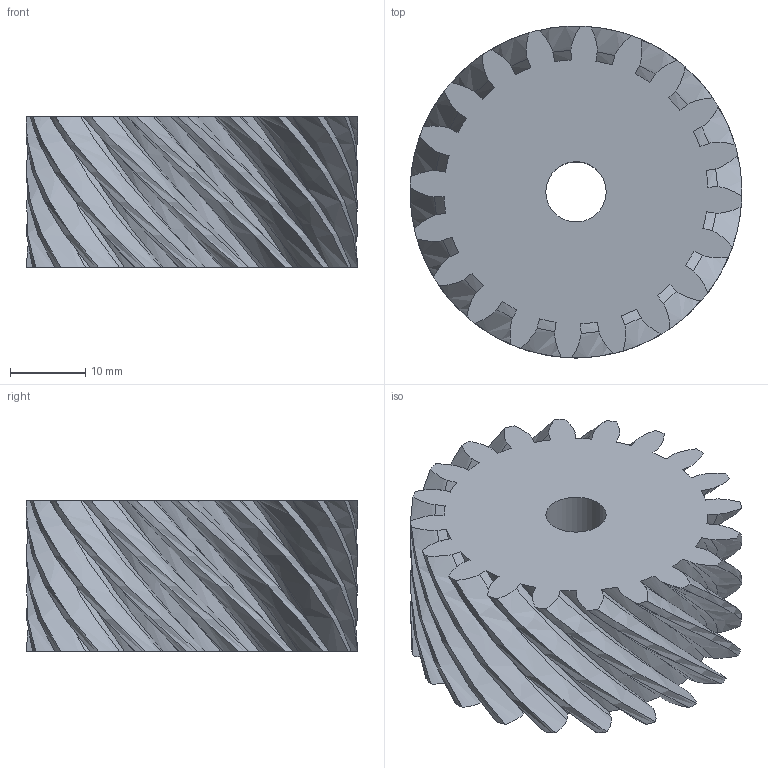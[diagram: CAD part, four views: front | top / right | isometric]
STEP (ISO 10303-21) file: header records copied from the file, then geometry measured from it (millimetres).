
FILE_DESCRIPTION(/* description */ ('STEP AP242','CAx-IF Rec.Pracs.---Representation and Presentation of Product Manufacturing Information (PMI)---4.0---2014-10-13','CAx-IF Rec.Pracs.---3D Tessellated Geometry---0.4---2014-09-14','2;1'),/* implementation_level */ '2;1');
FILE_NAME(/* name */ '632feb140198cd58a38cca83',/* time_stamp */ '2022-09-25T05:45:57+00:00',/* author */ (''),/* organization */ (''),/* preprocessor_version */ 'ST-DEVELOPER v18.102',/* originating_system */ ' ',/* authorisation */ ' ');
FILE_SCHEMA (('AP242_MANAGED_MODEL_BASED_3D_ENGINEERING_MIM_LF { 1 0 10303 442 1 1 4 }'));
Length unit declared in the file: metre
Products named in the file (1): Gear 20 teeth_v
Bounding box: 44 x 44 x 20 mm (x, y, z)
Volume: 23514.9 mm3; surface area: 9519.5 mm2
Topology: 1 solids, 1 shells, 123 faces, 415 edges, 262 vertices
Faces by surface type: bspline 100, cylinder 21, plane 2
Full cylindrical faces by diameter (mm): 8 x1
Entity records: 17615 total; most frequent: CARTESIAN_POINT 14823, ORIENTED_EDGE 764, EDGE_CURVE 382, DIRECTION 292, VERTEX_POINT 262, B_SPLINE_CURVE_WITH_KNOTS 220, EDGE_LOOP 126, FACE_BOUND 126
